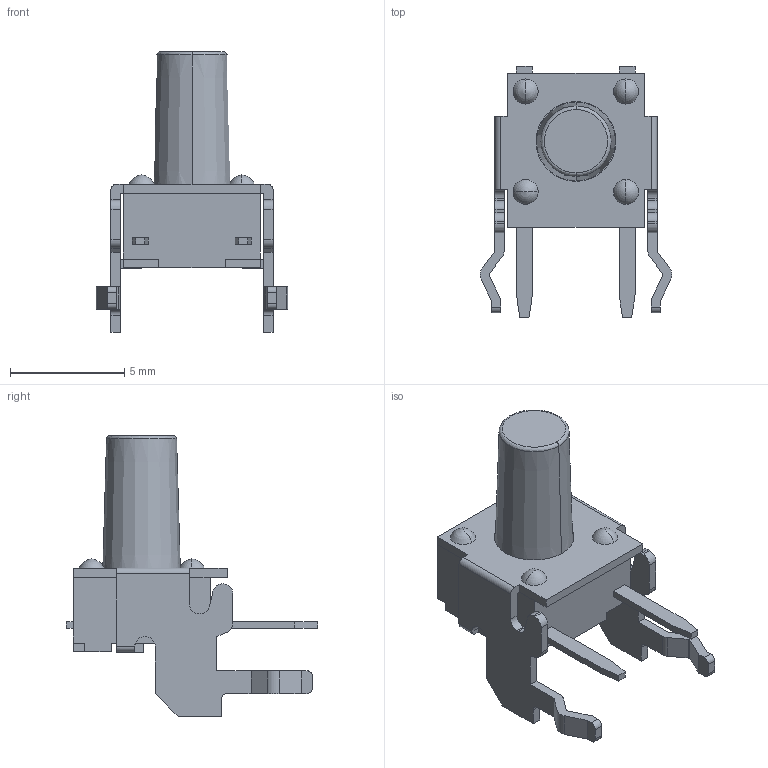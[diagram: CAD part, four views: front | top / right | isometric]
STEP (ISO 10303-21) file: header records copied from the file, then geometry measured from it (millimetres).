
FILE_DESCRIPTION (( 'STEP AP214' ), '1' );
FILE_NAME ('TL1105SF250Q.STEP', '2022-09-07T05:40:48', ( '' ), ( '' ), 'SwSTEP 2.0', 'SolidWorks 2017', '' );
FILE_SCHEMA (( 'AUTOMOTIVE_DESIGN' ));
Length unit declared in the file: millimetre
Products named in the file (4): TL1105SF250Q--3DModel-STEP-520916; TL1105SF250Q; Body2; Body1
Assembly tree (3 placements, depth 3):
  TL1105SF250Q
    TL1105SF250Q--3DModel-STEP-520916
      Body1
      Body2
Bounding box: 8.4 x 11 x 12.3 mm (x, y, z)
Volume: 172 mm3; surface area: 556.7 mm2
Topology: 2 solids, 6 shells, 297 faces, 787 edges, 512 vertices
Faces by surface type: plane 178, cylinder 94, bspline 11, torus 10, cone 4
Entity records: 12750 total; most frequent: CARTESIAN_POINT 2070, ORIENTED_EDGE 1558, DIRECTION 1452, EDGE_CURVE 779, LINE 578, VECTOR 578, VERTEX_POINT 512, AXIS2_PLACEMENT_3D 437
